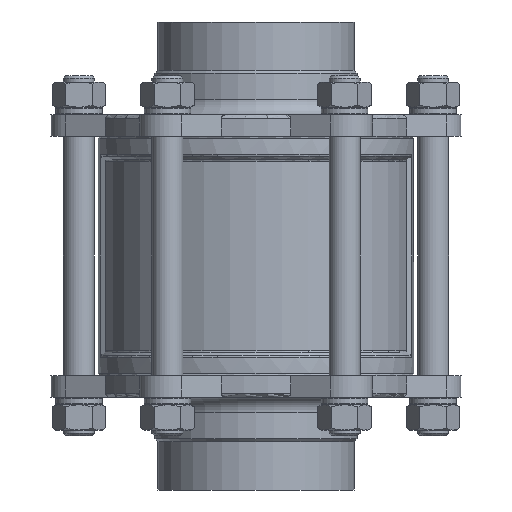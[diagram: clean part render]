
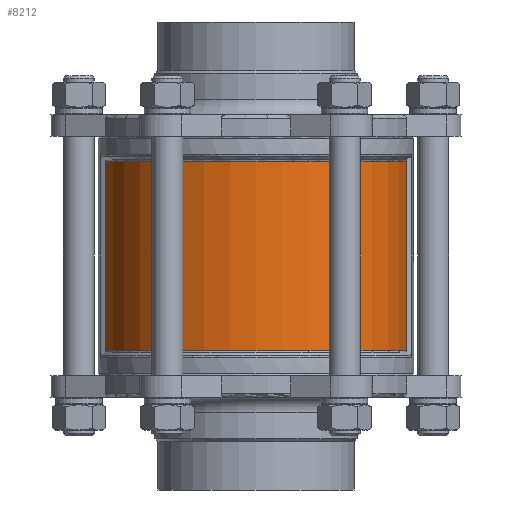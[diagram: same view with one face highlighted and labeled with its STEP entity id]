
A CAD part, front view. The second image highlights one B-rep face of the part: STEP entity #8212.
In plain terms, the highlighted cylindrical face has radius 79 mm (diameter 158 mm), a partial arc.
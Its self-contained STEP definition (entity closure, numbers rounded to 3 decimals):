
#109=CYLINDRICAL_SURFACE('',#8999,79.);
#331=LINE('',#14006,#667);
#332=LINE('',#14008,#668);
#667=VECTOR('',#10530,1000.);
#668=VECTOR('',#10531,1000.);
#1293=CIRCLE('',#8998,79.);
#1294=CIRCLE('',#9000,79.);
#2219=ORIENTED_EDGE('',*,*,#4559,.F.);
#2220=ORIENTED_EDGE('',*,*,#4558,.F.);
#2221=ORIENTED_EDGE('',*,*,#4560,.F.);
#2222=ORIENTED_EDGE('',*,*,#4561,.T.);
#4558=EDGE_CURVE('',#5638,#5637,#1293,.T.);
#4559=EDGE_CURVE('',#5637,#5639,#331,.F.);
#4560=EDGE_CURVE('',#5640,#5638,#332,.T.);
#4561=EDGE_CURVE('',#5640,#5639,#1294,.T.);
#5637=VERTEX_POINT('',#13998);
#5638=VERTEX_POINT('',#14003);
#5639=VERTEX_POINT('',#14007);
#5640=VERTEX_POINT('',#14009);
#6568=EDGE_LOOP('',(#2219,#2220,#2221,#2222));
#7314=FACE_BOUND('',#6568,.T.);
#8212=ADVANCED_FACE('',(#7314),#109,.T.);
#8998=AXIS2_PLACEMENT_3D('',#14004,#10526,#10527);
#8999=AXIS2_PLACEMENT_3D('',#14005,#10528,#10529);
#9000=AXIS2_PLACEMENT_3D('',#14010,#10532,#10533);
#10526=DIRECTION('',(0.,0.,-1.));
#10527=DIRECTION('',(-1.,0.,0.));
#10528=DIRECTION('',(0.,0.,-1.));
#10529=DIRECTION('',(-1.,0.,0.));
#10530=DIRECTION('',(0.,0.,-1.));
#10531=DIRECTION('',(0.,0.,-1.));
#10532=DIRECTION('',(0.,0.,-1.));
#10533=DIRECTION('',(-1.,0.,0.));
#13998=CARTESIAN_POINT('',(-77.634,-14.63,-48.986));
#14003=CARTESIAN_POINT('',(77.634,-14.63,-48.986));
#14004=CARTESIAN_POINT('',(0.,0.,-48.986));
#14005=CARTESIAN_POINT('',(0.,0.,-72.9));
#14006=CARTESIAN_POINT('',(-77.634,-14.63,-72.9));
#14007=CARTESIAN_POINT('',(-77.634,-14.63,48.986));
#14008=CARTESIAN_POINT('',(77.634,-14.63,-72.9));
#14009=CARTESIAN_POINT('',(77.634,-14.63,48.986));
#14010=CARTESIAN_POINT('',(0.,0.,48.986));
